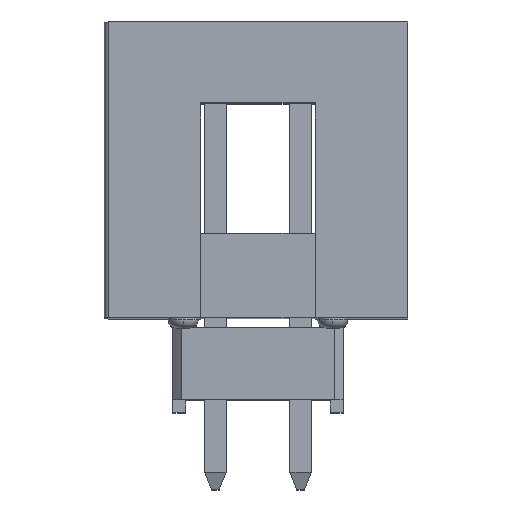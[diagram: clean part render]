
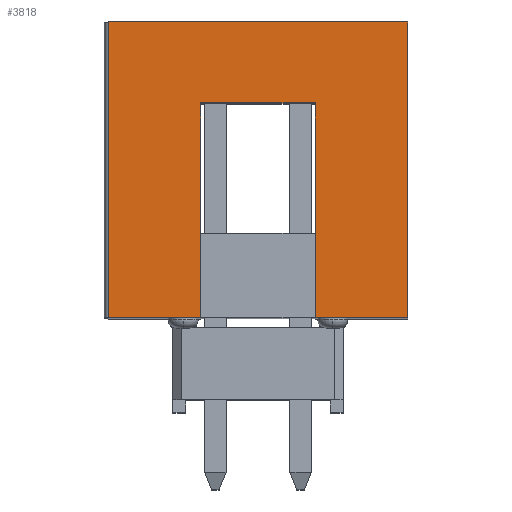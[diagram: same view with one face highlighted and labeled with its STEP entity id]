
A CAD part, top view. The second image highlights one B-rep face of the part: STEP entity #3818.
In plain terms, the highlighted planar face has unit normal (0, 0, 1).
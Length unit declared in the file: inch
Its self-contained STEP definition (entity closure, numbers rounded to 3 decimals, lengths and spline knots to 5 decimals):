
#15 = AXIS2_PLACEMENT_3D ( 'NONE', #2375, #5355, #1065 ) ;
#246 = EDGE_CURVE ( 'NONE', #4244, #1456, #1401, .T. ) ;
#347 = ORIENTED_EDGE ( 'NONE', *, *, #3935, .T. ) ;
#448 = ORIENTED_EDGE ( 'NONE', *, *, #1739, .T. ) ;
#474 = DIRECTION ( 'NONE',  ( -1., 0., 0. ) ) ;
#559 = EDGE_CURVE ( 'NONE', #3852, #5434, #5342, .T. ) ;
#717 = VECTOR ( 'NONE', #5461, 39.37008 ) ;
#809 = DIRECTION ( 'NONE',  ( 1., 0., 0. ) ) ;
#816 = CARTESIAN_POINT ( 'NONE',  ( 0.1755, 0.1735, 0.45 ) ) ;
#819 = CARTESIAN_POINT ( 'NONE',  ( 0.067, -0.1735, 0.45 ) ) ;
#891 = LINE ( 'NONE', #1163, #1897 ) ;
#978 = DIRECTION ( 'NONE',  ( -1., 0., 0. ) ) ;
#1065 = DIRECTION ( 'NONE',  ( 0., 1., 0. ) ) ;
#1163 = CARTESIAN_POINT ( 'NONE',  ( 0.067, 0.0785, 0.45 ) ) ;
#1401 = LINE ( 'NONE', #3860, #1808 ) ;
#1456 = VERTEX_POINT ( 'NONE', #819 ) ;
#1727 = CARTESIAN_POINT ( 'NONE',  ( 0.1755, 0.1735, 0.45 ) ) ;
#1739 = EDGE_CURVE ( 'NONE', #3284, #3852, #2981, .T. ) ;
#1790 = VECTOR ( 'NONE', #474, 39.37008 ) ;
#1808 = VECTOR ( 'NONE', #2546, 39.37008 ) ;
#1897 = VECTOR ( 'NONE', #809, 39.37008 ) ;
#1913 = ORIENTED_EDGE ( 'NONE', *, *, #246, .T. ) ;
#2023 = LINE ( 'NONE', #4059, #4436 ) ;
#2138 = DIRECTION ( 'NONE',  ( -1., 0., 0. ) ) ;
#2249 = LINE ( 'NONE', #5191, #3798 ) ;
#2375 = CARTESIAN_POINT ( 'NONE',  ( 0.1755, 0.1735, 0.45 ) ) ;
#2445 = VECTOR ( 'NONE', #2138, 39.37008 ) ;
#2499 = VERTEX_POINT ( 'NONE', #3811 ) ;
#2546 = DIRECTION ( 'NONE',  ( 0., -1., 0. ) ) ;
#2628 = EDGE_CURVE ( 'NONE', #4288, #1456, #2657, .T. ) ;
#2657 = LINE ( 'NONE', #3006, #2445 ) ;
#2691 = CARTESIAN_POINT ( 'NONE',  ( 0.1755, -0.1735, 0.45 ) ) ;
#2705 = EDGE_CURVE ( 'NONE', #2499, #5434, #2249, .T. ) ;
#2764 = DIRECTION ( 'NONE',  ( 0., 1., 0. ) ) ;
#2981 = LINE ( 'NONE', #1727, #1790 ) ;
#3006 = CARTESIAN_POINT ( 'NONE',  ( 0.1755, -0.1735, 0.45 ) ) ;
#3129 = CARTESIAN_POINT ( 'NONE',  ( 0.1755, 0.1735, 0.45 ) ) ;
#3284 = VERTEX_POINT ( 'NONE', #816 ) ;
#3503 = ORIENTED_EDGE ( 'NONE', *, *, #3685, .F. ) ;
#3512 = ORIENTED_EDGE ( 'NONE', *, *, #2705, .F. ) ;
#3539 = EDGE_LOOP ( 'NONE', ( #1913, #5211, #3503, #448, #4898, #3512, #3658, #347 ) ) ;
#3611 = CARTESIAN_POINT ( 'NONE',  ( -0.1755, -0.1735, 0.45 ) ) ;
#3658 = ORIENTED_EDGE ( 'NONE', *, *, #4756, .T. ) ;
#3685 = EDGE_CURVE ( 'NONE', #3284, #4288, #5242, .T. ) ;
#3798 = VECTOR ( 'NONE', #978, 39.37008 ) ;
#3811 = CARTESIAN_POINT ( 'NONE',  ( -0.067, -0.1735, 0.45 ) ) ;
#3818 = ADVANCED_FACE ( 'NONE', ( #5441 ), #4555, .F. ) ;
#3852 = VERTEX_POINT ( 'NONE', #5040 ) ;
#3860 = CARTESIAN_POINT ( 'NONE',  ( 0.067, -0.1745, 0.45 ) ) ;
#3919 = VECTOR ( 'NONE', #4023, 39.37008 ) ;
#3935 = EDGE_CURVE ( 'NONE', #4098, #4244, #891, .T. ) ;
#4023 = DIRECTION ( 'NONE',  ( 0., -1., 0. ) ) ;
#4059 = CARTESIAN_POINT ( 'NONE',  ( -0.067, -0.1745, 0.45 ) ) ;
#4098 = VERTEX_POINT ( 'NONE', #5527 ) ;
#4205 = CARTESIAN_POINT ( 'NONE',  ( -0.1755, 0.1735, 0.45 ) ) ;
#4244 = VERTEX_POINT ( 'NONE', #4779 ) ;
#4288 = VERTEX_POINT ( 'NONE', #2691 ) ;
#4436 = VECTOR ( 'NONE', #2764, 39.37008 ) ;
#4555 = PLANE ( 'NONE',  #15 ) ;
#4756 = EDGE_CURVE ( 'NONE', #2499, #4098, #2023, .T. ) ;
#4779 = CARTESIAN_POINT ( 'NONE',  ( 0.067, 0.0785, 0.45 ) ) ;
#4898 = ORIENTED_EDGE ( 'NONE', *, *, #559, .T. ) ;
#5040 = CARTESIAN_POINT ( 'NONE',  ( -0.1755, 0.1735, 0.45 ) ) ;
#5191 = CARTESIAN_POINT ( 'NONE',  ( 0.1755, -0.1735, 0.45 ) ) ;
#5211 = ORIENTED_EDGE ( 'NONE', *, *, #2628, .F. ) ;
#5242 = LINE ( 'NONE', #3129, #3919 ) ;
#5342 = LINE ( 'NONE', #4205, #717 ) ;
#5355 = DIRECTION ( 'NONE',  ( 0., 0., -1. ) ) ;
#5434 = VERTEX_POINT ( 'NONE', #3611 ) ;
#5441 = FACE_OUTER_BOUND ( 'NONE', #3539, .T. ) ;
#5461 = DIRECTION ( 'NONE',  ( 0., -1., 0. ) ) ;
#5527 = CARTESIAN_POINT ( 'NONE',  ( -0.067, 0.0785, 0.45 ) ) ;
